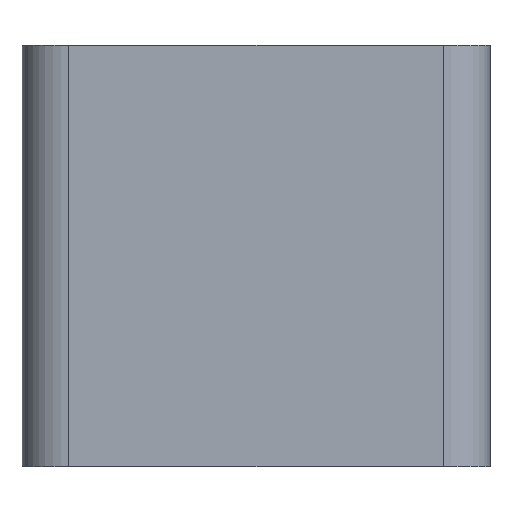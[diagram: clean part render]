
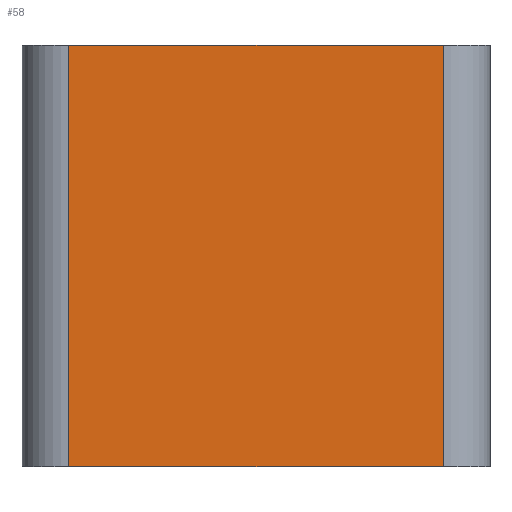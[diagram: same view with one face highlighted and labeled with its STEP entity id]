
A CAD part, left-side view. The second image highlights one B-rep face of the part: STEP entity #58.
In plain terms, the highlighted planar face has unit normal (-1, 0, 0).
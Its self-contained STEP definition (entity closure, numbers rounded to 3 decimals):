
#3 = EDGE_CURVE ( 'NONE', #189, #330, #97, .T. ) ;
#6 = VECTOR ( 'NONE', #22, 1000. ) ;
#8 = CARTESIAN_POINT ( 'NONE',  ( -12.5, -4., 0. ) ) ;
#22 = DIRECTION ( 'NONE',  ( 0., 0., -1. ) ) ;
#31 = VECTOR ( 'NONE', #140, 1000. ) ;
#35 = CARTESIAN_POINT ( 'NONE',  ( -12.5, 4., 0. ) ) ;
#53 = LINE ( 'NONE', #285, #349 ) ;
#58 = ADVANCED_FACE ( 'NONE', ( #287 ), #321, .F. ) ;
#81 = VERTEX_POINT ( 'NONE', #317 ) ;
#96 = EDGE_CURVE ( 'NONE', #220, #81, #53, .T. ) ;
#97 = LINE ( 'NONE', #227, #6 ) ;
#117 = DIRECTION ( 'NONE',  ( 1., 0., 0. ) ) ;
#138 = CARTESIAN_POINT ( 'NONE',  ( -12.5, 4., 9. ) ) ;
#140 = DIRECTION ( 'NONE',  ( 0., -1., 0. ) ) ;
#152 = AXIS2_PLACEMENT_3D ( 'NONE', #219, #117, #245 ) ;
#168 = LINE ( 'NONE', #419, #31 ) ;
#189 = VERTEX_POINT ( 'NONE', #138 ) ;
#218 = ORIENTED_EDGE ( 'NONE', *, *, #229, .T. ) ;
#219 = CARTESIAN_POINT ( 'NONE',  ( -12.5, 5., 9. ) ) ;
#220 = VERTEX_POINT ( 'NONE', #8 ) ;
#224 = ORIENTED_EDGE ( 'NONE', *, *, #3, .T. ) ;
#227 = CARTESIAN_POINT ( 'NONE',  ( -12.5, 4., 9. ) ) ;
#229 = EDGE_CURVE ( 'NONE', #330, #220, #168, .T. ) ;
#242 = LINE ( 'NONE', #385, #313 ) ;
#245 = DIRECTION ( 'NONE',  ( 0., 1., 0. ) ) ;
#282 = EDGE_CURVE ( 'NONE', #189, #81, #242, .T. ) ;
#285 = CARTESIAN_POINT ( 'NONE',  ( -12.5, -4., 9. ) ) ;
#287 = FACE_OUTER_BOUND ( 'NONE', #293, .T. ) ;
#293 = EDGE_LOOP ( 'NONE', ( #218, #369, #325, #224 ) ) ;
#313 = VECTOR ( 'NONE', #350, 1000. ) ;
#317 = CARTESIAN_POINT ( 'NONE',  ( -12.5, -4., 9. ) ) ;
#321 = PLANE ( 'NONE',  #152 ) ;
#325 = ORIENTED_EDGE ( 'NONE', *, *, #282, .F. ) ;
#330 = VERTEX_POINT ( 'NONE', #35 ) ;
#349 = VECTOR ( 'NONE', #430, 1000. ) ;
#350 = DIRECTION ( 'NONE',  ( 0., -1., 0. ) ) ;
#369 = ORIENTED_EDGE ( 'NONE', *, *, #96, .T. ) ;
#385 = CARTESIAN_POINT ( 'NONE',  ( -12.5, 5., 9. ) ) ;
#419 = CARTESIAN_POINT ( 'NONE',  ( -12.5, 5., 0. ) ) ;
#430 = DIRECTION ( 'NONE',  ( 0., 0., 1. ) ) ;
